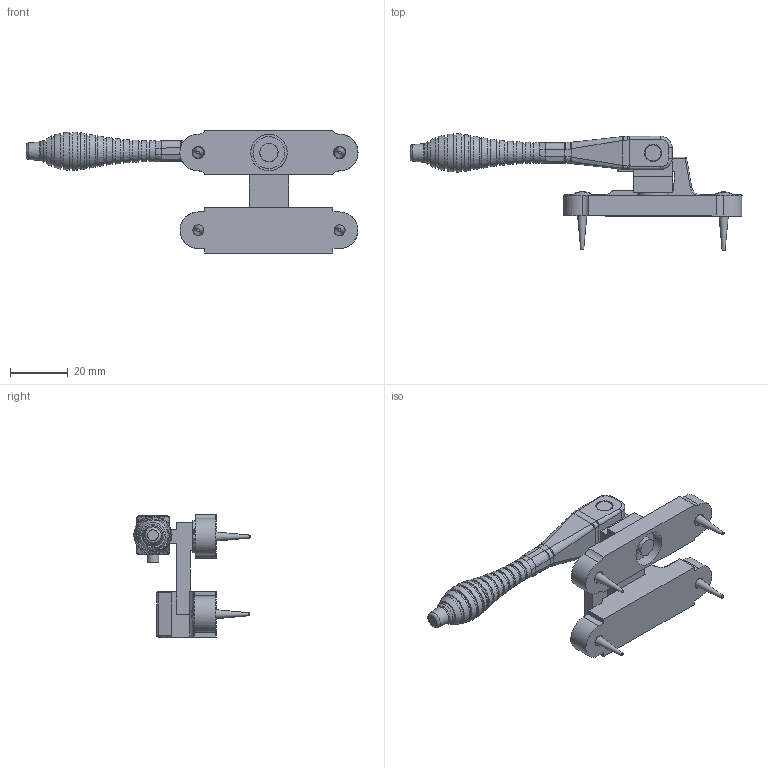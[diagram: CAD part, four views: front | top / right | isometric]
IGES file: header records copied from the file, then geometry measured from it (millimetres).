
Global section: file name: P4517-HP; native system: Autodesk Inventor 2018; preprocessor: unknown; author: ashami; date: 20180911.123950; units: millimetre
Bounding box: 115.42 x 40.43 x 42.44 mm (x, y, z)
Volume: 26123.3 mm3; surface area: 14678.2 mm2
Topology: 11 solids, 11 shells, 273 faces, 624 edges, 398 vertices
Faces by surface type: bspline 273
